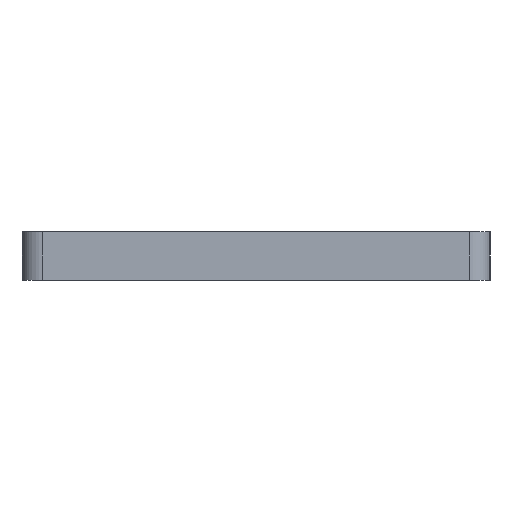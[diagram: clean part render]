
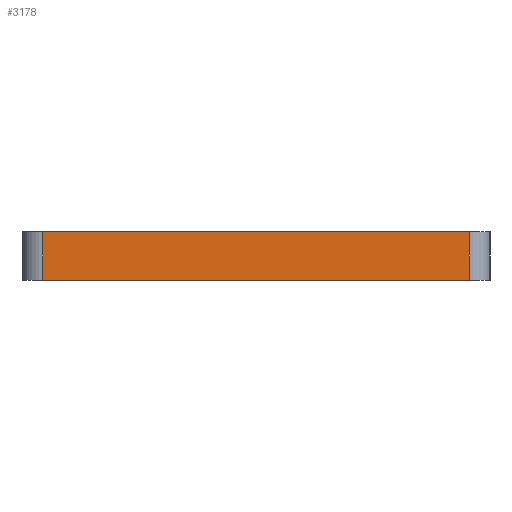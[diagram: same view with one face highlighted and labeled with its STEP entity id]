
A CAD part, left-side view. The second image highlights one B-rep face of the part: STEP entity #3178.
In plain terms, the highlighted planar face has unit normal (-1, 0, 0).
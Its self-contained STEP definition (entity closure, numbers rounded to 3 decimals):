
#73 = PLANE('',#74);
#74 = AXIS2_PLACEMENT_3D('',#75,#76,#77);
#75 = CARTESIAN_POINT('',(221.443,-155.65,12.));
#76 = DIRECTION('',(0.,0.,1.));
#77 = DIRECTION('',(1.,0.,0.));
#128 = PLANE('',#129);
#129 = AXIS2_PLACEMENT_3D('',#130,#131,#132);
#130 = CARTESIAN_POINT('',(221.443,-155.65,0.));
#131 = DIRECTION('',(0.,0.,1.));
#132 = DIRECTION('',(1.,0.,0.));
#381 = CYLINDRICAL_SURFACE('',#382,5.11);
#382 = AXIS2_PLACEMENT_3D('',#383,#384,#385);
#383 = CARTESIAN_POINT('',(43.617,-102.81,0.));
#384 = DIRECTION('',(-0.,-0.,-1.));
#385 = DIRECTION('',(1.,0.,0.));
#399 = VERTEX_POINT('',#400);
#400 = CARTESIAN_POINT('',(38.507,-102.81,0.));
#422 = EDGE_CURVE('',#399,#423,#425,.T.);
#423 = VERTEX_POINT('',#424);
#424 = CARTESIAN_POINT('',(38.507,-208.49,0.));
#425 = SURFACE_CURVE('',#426,(#430,#437),.PCURVE_S1.);
#426 = LINE('',#427,#428);
#427 = CARTESIAN_POINT('',(38.507,-102.81,0.));
#428 = VECTOR('',#429,1.);
#429 = DIRECTION('',(0.,-1.,0.));
#430 = PCURVE('',#128,#431);
#431 = DEFINITIONAL_REPRESENTATION('',(#432),#436);
#432 = LINE('',#433,#434);
#433 = CARTESIAN_POINT('',(-182.936,52.84));
#434 = VECTOR('',#435,1.);
#435 = DIRECTION('',(0.,-1.));
#436 = ( GEOMETRIC_REPRESENTATION_CONTEXT(2) 
PARAMETRIC_REPRESENTATION_CONTEXT() REPRESENTATION_CONTEXT('2D SPACE',''
  ) );
#437 = PCURVE('',#438,#443);
#438 = PLANE('',#439);
#439 = AXIS2_PLACEMENT_3D('',#440,#441,#442);
#440 = CARTESIAN_POINT('',(38.507,-102.81,0.));
#441 = DIRECTION('',(1.,0.,0.));
#442 = DIRECTION('',(0.,-1.,0.));
#443 = DEFINITIONAL_REPRESENTATION('',(#444),#448);
#444 = LINE('',#445,#446);
#445 = CARTESIAN_POINT('',(0.,0.));
#446 = VECTOR('',#447,1.);
#447 = DIRECTION('',(1.,0.));
#448 = ( GEOMETRIC_REPRESENTATION_CONTEXT(2) 
PARAMETRIC_REPRESENTATION_CONTEXT() REPRESENTATION_CONTEXT('2D SPACE',''
  ) );
#467 = CYLINDRICAL_SURFACE('',#468,5.11);
#468 = AXIS2_PLACEMENT_3D('',#469,#470,#471);
#469 = CARTESIAN_POINT('',(43.617,-208.49,0.));
#470 = DIRECTION('',(-0.,-0.,-1.));
#471 = DIRECTION('',(1.,0.,0.));
#2419 = VERTEX_POINT('',#2420);
#2420 = CARTESIAN_POINT('',(38.507,-102.81,12.));
#2442 = EDGE_CURVE('',#2419,#2443,#2445,.T.);
#2443 = VERTEX_POINT('',#2444);
#2444 = CARTESIAN_POINT('',(38.507,-208.49,12.));
#2445 = SURFACE_CURVE('',#2446,(#2450,#2457),.PCURVE_S1.);
#2446 = LINE('',#2447,#2448);
#2447 = CARTESIAN_POINT('',(38.507,-102.81,12.));
#2448 = VECTOR('',#2449,1.);
#2449 = DIRECTION('',(0.,-1.,0.));
#2450 = PCURVE('',#73,#2451);
#2451 = DEFINITIONAL_REPRESENTATION('',(#2452),#2456);
#2452 = LINE('',#2453,#2454);
#2453 = CARTESIAN_POINT('',(-182.936,52.84));
#2454 = VECTOR('',#2455,1.);
#2455 = DIRECTION('',(0.,-1.));
#2456 = ( GEOMETRIC_REPRESENTATION_CONTEXT(2) 
PARAMETRIC_REPRESENTATION_CONTEXT() REPRESENTATION_CONTEXT('2D SPACE',''
  ) );
#2457 = PCURVE('',#438,#2458);
#2458 = DEFINITIONAL_REPRESENTATION('',(#2459),#2463);
#2459 = LINE('',#2460,#2461);
#2460 = CARTESIAN_POINT('',(0.,-12.));
#2461 = VECTOR('',#2462,1.);
#2462 = DIRECTION('',(1.,0.));
#2463 = ( GEOMETRIC_REPRESENTATION_CONTEXT(2) 
PARAMETRIC_REPRESENTATION_CONTEXT() REPRESENTATION_CONTEXT('2D SPACE',''
  ) );
#3038 = EDGE_CURVE('',#399,#2419,#3039,.T.);
#3039 = SURFACE_CURVE('',#3040,(#3044,#3051),.PCURVE_S1.);
#3040 = LINE('',#3041,#3042);
#3041 = CARTESIAN_POINT('',(38.507,-102.81,0.));
#3042 = VECTOR('',#3043,1.);
#3043 = DIRECTION('',(0.,0.,1.));
#3044 = PCURVE('',#381,#3045);
#3045 = DEFINITIONAL_REPRESENTATION('',(#3046),#3050);
#3046 = LINE('',#3047,#3048);
#3047 = CARTESIAN_POINT('',(-3.142,0.));
#3048 = VECTOR('',#3049,1.);
#3049 = DIRECTION('',(-0.,-1.));
#3050 = ( GEOMETRIC_REPRESENTATION_CONTEXT(2) 
PARAMETRIC_REPRESENTATION_CONTEXT() REPRESENTATION_CONTEXT('2D SPACE',''
  ) );
#3051 = PCURVE('',#438,#3052);
#3052 = DEFINITIONAL_REPRESENTATION('',(#3053),#3057);
#3053 = LINE('',#3054,#3055);
#3054 = CARTESIAN_POINT('',(0.,0.));
#3055 = VECTOR('',#3056,1.);
#3056 = DIRECTION('',(0.,-1.));
#3057 = ( GEOMETRIC_REPRESENTATION_CONTEXT(2) 
PARAMETRIC_REPRESENTATION_CONTEXT() REPRESENTATION_CONTEXT('2D SPACE',''
  ) );
#3178 = ADVANCED_FACE('',(#3179),#438,.F.);
#3179 = FACE_BOUND('',#3180,.F.);
#3180 = EDGE_LOOP('',(#3181,#3182,#3183,#3204));
#3181 = ORIENTED_EDGE('',*,*,#3038,.T.);
#3182 = ORIENTED_EDGE('',*,*,#2442,.T.);
#3183 = ORIENTED_EDGE('',*,*,#3184,.F.);
#3184 = EDGE_CURVE('',#423,#2443,#3185,.T.);
#3185 = SURFACE_CURVE('',#3186,(#3190,#3197),.PCURVE_S1.);
#3186 = LINE('',#3187,#3188);
#3187 = CARTESIAN_POINT('',(38.507,-208.49,0.));
#3188 = VECTOR('',#3189,1.);
#3189 = DIRECTION('',(0.,0.,1.));
#3190 = PCURVE('',#438,#3191);
#3191 = DEFINITIONAL_REPRESENTATION('',(#3192),#3196);
#3192 = LINE('',#3193,#3194);
#3193 = CARTESIAN_POINT('',(105.68,0.));
#3194 = VECTOR('',#3195,1.);
#3195 = DIRECTION('',(0.,-1.));
#3196 = ( GEOMETRIC_REPRESENTATION_CONTEXT(2) 
PARAMETRIC_REPRESENTATION_CONTEXT() REPRESENTATION_CONTEXT('2D SPACE',''
  ) );
#3197 = PCURVE('',#467,#3198);
#3198 = DEFINITIONAL_REPRESENTATION('',(#3199),#3203);
#3199 = LINE('',#3200,#3201);
#3200 = CARTESIAN_POINT('',(-3.142,0.));
#3201 = VECTOR('',#3202,1.);
#3202 = DIRECTION('',(-0.,-1.));
#3203 = ( GEOMETRIC_REPRESENTATION_CONTEXT(2) 
PARAMETRIC_REPRESENTATION_CONTEXT() REPRESENTATION_CONTEXT('2D SPACE',''
  ) );
#3204 = ORIENTED_EDGE('',*,*,#422,.F.);
